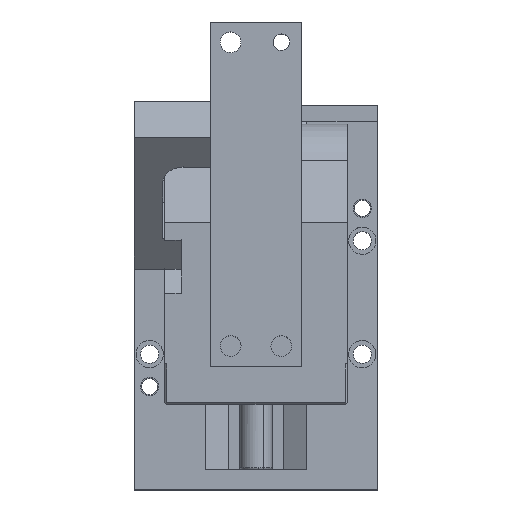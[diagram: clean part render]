
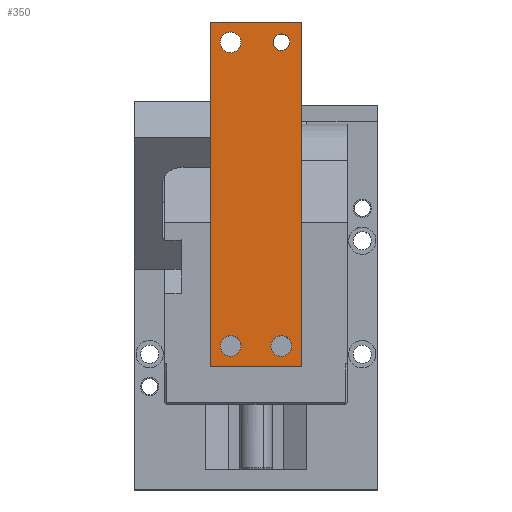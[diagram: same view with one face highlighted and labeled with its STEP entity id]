
A CAD part, top view. The second image highlights one B-rep face of the part: STEP entity #350.
In plain terms, the highlighted planar face has unit normal (0, 0, 1).
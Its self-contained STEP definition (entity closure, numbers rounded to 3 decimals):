
#74=CARTESIAN_POINT('Vertex',(8.024,-11.055,163.)) ;
#88=CARTESIAN_POINT('Vertex',(16.976,-15.945,163.)) ;
#91=CARTESIAN_POINT('Axis2P3D Location',(12.5,-13.5,163.)) ;
#126=CARTESIAN_POINT('Control Point',(16.976,-15.945,163.)) ;
#127=CARTESIAN_POINT('Control Point',(16.592,-16.648,163.)) ;
#128=CARTESIAN_POINT('Control Point',(16.069,-17.276,163.)) ;
#129=CARTESIAN_POINT('Control Point',(15.429,-17.792,163.)) ;
#130=CARTESIAN_POINT('Control Point',(13.98,-18.545,163.)) ;
#131=CARTESIAN_POINT('Control Point',(12.354,-18.694,163.)) ;
#132=CARTESIAN_POINT('Control Point',(11.536,-18.606,163.)) ;
#133=CARTESIAN_POINT('Control Point',(9.98,-18.114,163.)) ;
#134=CARTESIAN_POINT('Control Point',(8.724,-17.069,163.)) ;
#135=CARTESIAN_POINT('Control Point',(8.208,-16.429,163.)) ;
#136=CARTESIAN_POINT('Control Point',(7.455,-14.98,163.)) ;
#137=CARTESIAN_POINT('Control Point',(7.306,-13.354,163.)) ;
#138=CARTESIAN_POINT('Control Point',(7.394,-12.536,163.)) ;
#139=CARTESIAN_POINT('Control Point',(7.64,-11.758,163.)) ;
#140=CARTESIAN_POINT('Control Point',(8.024,-11.055,163.)) ;
#253=CARTESIAN_POINT('Axis2P3D Location',(0.,-23.5,163.)) ;
#258=CARTESIAN_POINT('Line Origine',(22.5,61.5,163.)) ;
#262=CARTESIAN_POINT('Vertex',(22.5,-23.5,163.)) ;
#264=CARTESIAN_POINT('Vertex',(22.5,146.5,163.)) ;
#267=CARTESIAN_POINT('Line Origine',(0.,146.5,163.)) ;
#271=CARTESIAN_POINT('Vertex',(-22.5,146.5,163.)) ;
#274=CARTESIAN_POINT('Line Origine',(-22.5,61.5,163.)) ;
#278=CARTESIAN_POINT('Vertex',(-22.5,-23.5,163.)) ;
#281=CARTESIAN_POINT('Line Origine',(0.,-23.5,163.)) ;
#296=CARTESIAN_POINT('Axis2P3D Location',(-12.5,-13.5,163.)) ;
#300=CARTESIAN_POINT('Vertex',(-16.098,-11.534,163.)) ;
#302=CARTESIAN_POINT('Vertex',(-8.902,-15.466,163.)) ;
#305=CARTESIAN_POINT('Axis2P3D Location',(-12.5,-13.5,163.)) ;
#314=CARTESIAN_POINT('Axis2P3D Location',(12.5,136.5,163.)) ;
#318=CARTESIAN_POINT('Vertex',(8.024,138.945,163.)) ;
#320=CARTESIAN_POINT('Vertex',(16.976,134.055,163.)) ;
#323=CARTESIAN_POINT('Axis2P3D Location',(12.5,136.5,163.)) ;
#332=CARTESIAN_POINT('Axis2P3D Location',(-12.5,136.5,163.)) ;
#336=CARTESIAN_POINT('Vertex',(-16.976,138.945,163.)) ;
#338=CARTESIAN_POINT('Vertex',(-8.024,134.055,163.)) ;
#341=CARTESIAN_POINT('Axis2P3D Location',(-12.5,136.5,163.)) ;
#92=DIRECTION('Axis2P3D Direction',(0.,0.,-1.)) ;
#254=DIRECTION('Axis2P3D Direction',(0.,0.,-1.)) ;
#255=DIRECTION('Axis2P3D XDirection',(0.,1.,0.)) ;
#259=DIRECTION('Vector Direction',(0.,1.,0.)) ;
#268=DIRECTION('Vector Direction',(1.,0.,0.)) ;
#275=DIRECTION('Vector Direction',(0.,1.,0.)) ;
#282=DIRECTION('Vector Direction',(1.,0.,0.)) ;
#297=DIRECTION('Axis2P3D Direction',(0.,0.,-1.)) ;
#306=DIRECTION('Axis2P3D Direction',(0.,0.,-1.)) ;
#315=DIRECTION('Axis2P3D Direction',(0.,0.,-1.)) ;
#324=DIRECTION('Axis2P3D Direction',(0.,0.,-1.)) ;
#333=DIRECTION('Axis2P3D Direction',(0.,0.,-1.)) ;
#342=DIRECTION('Axis2P3D Direction',(0.,0.,-1.)) ;
#93=AXIS2_PLACEMENT_3D('Circle Axis2P3D',#91,#92,$) ;
#256=AXIS2_PLACEMENT_3D('Plane Axis2P3D',#253,#254,#255) ;
#298=AXIS2_PLACEMENT_3D('Circle Axis2P3D',#296,#297,$) ;
#307=AXIS2_PLACEMENT_3D('Circle Axis2P3D',#305,#306,$) ;
#316=AXIS2_PLACEMENT_3D('Circle Axis2P3D',#314,#315,$) ;
#325=AXIS2_PLACEMENT_3D('Circle Axis2P3D',#323,#324,$) ;
#334=AXIS2_PLACEMENT_3D('Circle Axis2P3D',#332,#333,$) ;
#343=AXIS2_PLACEMENT_3D('Circle Axis2P3D',#341,#342,$) ;
#287=ORIENTED_EDGE('',*,*,#266,.T.) ;
#288=ORIENTED_EDGE('',*,*,#273,.F.) ;
#289=ORIENTED_EDGE('',*,*,#280,.F.) ;
#290=ORIENTED_EDGE('',*,*,#285,.T.) ;
#293=ORIENTED_EDGE('',*,*,#95,.T.) ;
#294=ORIENTED_EDGE('',*,*,#141,.T.) ;
#311=ORIENTED_EDGE('',*,*,#304,.T.) ;
#312=ORIENTED_EDGE('',*,*,#309,.T.) ;
#329=ORIENTED_EDGE('',*,*,#322,.T.) ;
#330=ORIENTED_EDGE('',*,*,#327,.T.) ;
#347=ORIENTED_EDGE('',*,*,#340,.T.) ;
#348=ORIENTED_EDGE('',*,*,#345,.T.) ;
#295=FACE_BOUND('',#292,.T.) ;
#313=FACE_BOUND('',#310,.T.) ;
#331=FACE_BOUND('',#328,.T.) ;
#349=FACE_BOUND('',#346,.T.) ;
#260=VECTOR('Line Direction',#259,1.) ;
#269=VECTOR('Line Direction',#268,1.) ;
#276=VECTOR('Line Direction',#275,1.) ;
#283=VECTOR('Line Direction',#282,1.) ;
#350=ADVANCED_FACE('PartBody',(#291,#295,#313,#331,#349),#257,.F.) ;
#125=B_SPLINE_CURVE_WITH_KNOTS('',5,(#126,#127,#128,#129,#130,#131,#132,#133,#134,#135,#136,#137,#138,#139,#140),.UNSPECIFIED.,.F.,.U.,(6,3,3,3,6),(-8.011,-4.006,0.,4.006,8.011),.UNSPECIFIED.) ;
#94=CIRCLE('generated circle',#93,5.1) ;
#299=CIRCLE('generated circle',#298,4.1) ;
#308=CIRCLE('generated circle',#307,4.1) ;
#317=CIRCLE('generated circle',#316,5.1) ;
#326=CIRCLE('generated circle',#325,5.1) ;
#335=CIRCLE('generated circle',#334,5.1) ;
#344=CIRCLE('generated circle',#343,5.1) ;
#95=EDGE_CURVE('',#75,#89,#94,.T.) ;
#141=EDGE_CURVE('',#89,#75,#125,.T.) ;
#266=EDGE_CURVE('',#263,#265,#261,.T.) ;
#273=EDGE_CURVE('',#272,#265,#270,.T.) ;
#280=EDGE_CURVE('',#279,#272,#277,.T.) ;
#285=EDGE_CURVE('',#279,#263,#284,.T.) ;
#304=EDGE_CURVE('',#301,#303,#299,.T.) ;
#309=EDGE_CURVE('',#303,#301,#308,.T.) ;
#322=EDGE_CURVE('',#319,#321,#317,.T.) ;
#327=EDGE_CURVE('',#321,#319,#326,.T.) ;
#340=EDGE_CURVE('',#337,#339,#335,.T.) ;
#345=EDGE_CURVE('',#339,#337,#344,.T.) ;
#286=EDGE_LOOP('',(#287,#288,#289,#290)) ;
#292=EDGE_LOOP('',(#293,#294)) ;
#310=EDGE_LOOP('',(#311,#312)) ;
#328=EDGE_LOOP('',(#329,#330)) ;
#346=EDGE_LOOP('',(#347,#348)) ;
#291=FACE_OUTER_BOUND('',#286,.T.) ;
#261=LINE('Line',#258,#260) ;
#270=LINE('Line',#267,#269) ;
#277=LINE('Line',#274,#276) ;
#284=LINE('Line',#281,#283) ;
#257=PLANE('Plane',#256) ;
#75=VERTEX_POINT('',#74) ;
#89=VERTEX_POINT('',#88) ;
#263=VERTEX_POINT('',#262) ;
#265=VERTEX_POINT('',#264) ;
#272=VERTEX_POINT('',#271) ;
#279=VERTEX_POINT('',#278) ;
#301=VERTEX_POINT('',#300) ;
#303=VERTEX_POINT('',#302) ;
#319=VERTEX_POINT('',#318) ;
#321=VERTEX_POINT('',#320) ;
#337=VERTEX_POINT('',#336) ;
#339=VERTEX_POINT('',#338) ;
